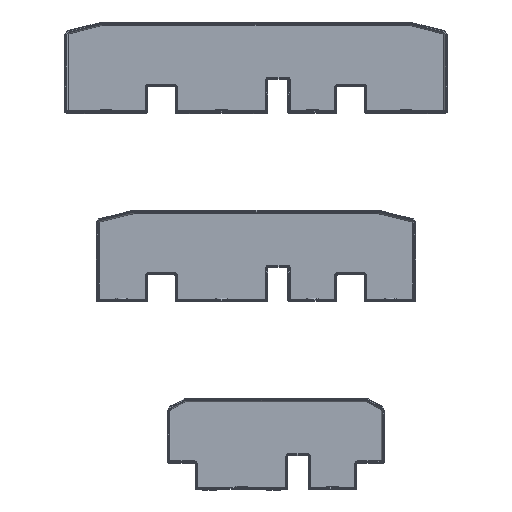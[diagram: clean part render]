
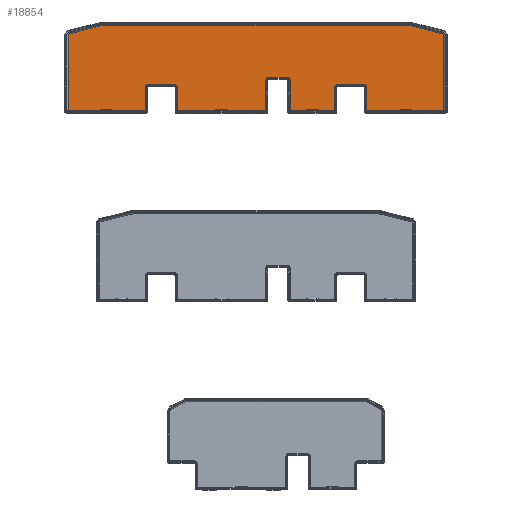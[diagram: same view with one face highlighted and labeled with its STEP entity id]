
A CAD part, top view. The second image highlights one B-rep face of the part: STEP entity #18854.
In plain terms, the highlighted planar face has unit normal (0, 0, 1).
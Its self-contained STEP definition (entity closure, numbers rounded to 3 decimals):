
#403=CIRCLE('',#19823,2.1);
#404=CIRCLE('',#19826,2.1);
#406=CIRCLE('',#19832,2.1);
#407=CIRCLE('',#19835,2.1);
#544=CIRCLE('',#20121,2.1);
#545=CIRCLE('',#20124,2.1);
#1838=FACE_OUTER_BOUND('',#2994,.T.);
#2994=EDGE_LOOP('',(#14411,#14412,#14413,#14414,#14415,#14416,#14417,#14418,
#14419,#14420,#14421,#14422,#14423,#14424,#14425,#14426,#14427,#14428,#14429,
#14430,#14431,#14432,#14433,#14434));
#4302=LINE('',#28303,#6259);
#4305=LINE('',#28310,#6262);
#4308=LINE('',#28318,#6265);
#4311=LINE('',#28326,#6268);
#4313=LINE('',#28330,#6270);
#4315=LINE('',#28336,#6272);
#4318=LINE('',#28344,#6275);
#4321=LINE('',#28352,#6278);
#4324=LINE('',#28358,#6281);
#4332=LINE('',#28454,#6289);
#4500=LINE('',#28997,#6457);
#4503=LINE('',#29005,#6460);
#4506=LINE('',#29012,#6463);
#4509=LINE('',#29019,#6466);
#4516=LINE('',#29032,#6473);
#4517=LINE('',#29035,#6474);
#4518=LINE('',#29037,#6475);
#4519=LINE('',#29038,#6476);
#6259=VECTOR('',#22166,10.);
#6262=VECTOR('',#22173,10.);
#6265=VECTOR('',#22182,10.);
#6268=VECTOR('',#22191,10.);
#6270=VECTOR('',#22195,10.);
#6272=VECTOR('',#22201,10.);
#6275=VECTOR('',#22210,10.);
#6278=VECTOR('',#22219,10.);
#6281=VECTOR('',#22224,10.);
#6289=VECTOR('',#22346,10.);
#6457=VECTOR('',#22964,10.);
#6460=VECTOR('',#22973,10.);
#6463=VECTOR('',#22982,10.);
#6466=VECTOR('',#22989,10.);
#6473=VECTOR('',#23000,10.);
#6474=VECTOR('',#23003,10.);
#6475=VECTOR('',#23004,10.);
#6476=VECTOR('',#23005,10.);
#8192=VERTEX_POINT('',#28300);
#8193=VERTEX_POINT('',#28302);
#8195=VERTEX_POINT('',#28308);
#8196=VERTEX_POINT('',#28312);
#8197=VERTEX_POINT('',#28316);
#8198=VERTEX_POINT('',#28320);
#8199=VERTEX_POINT('',#28324);
#8200=VERTEX_POINT('',#28328);
#8202=VERTEX_POINT('',#28334);
#8203=VERTEX_POINT('',#28338);
#8204=VERTEX_POINT('',#28342);
#8205=VERTEX_POINT('',#28346);
#8206=VERTEX_POINT('',#28350);
#8208=VERTEX_POINT('',#28356);
#8238=VERTEX_POINT('',#28451);
#8239=VERTEX_POINT('',#28453);
#8389=VERTEX_POINT('',#28996);
#8390=VERTEX_POINT('',#29000);
#8391=VERTEX_POINT('',#29004);
#8392=VERTEX_POINT('',#29008);
#8394=VERTEX_POINT('',#29018);
#8398=VERTEX_POINT('',#29030);
#8399=VERTEX_POINT('',#29034);
#8400=VERTEX_POINT('',#29036);
#10200=EDGE_CURVE('',#8192,#8193,#4302,.T.);
#10204=EDGE_CURVE('',#8195,#8192,#4305,.T.);
#10206=EDGE_CURVE('',#8196,#8195,#403,.T.);
#10208=EDGE_CURVE('',#8197,#8196,#4308,.T.);
#10210=EDGE_CURVE('',#8198,#8197,#404,.T.);
#10212=EDGE_CURVE('',#8199,#8198,#4311,.T.);
#10214=EDGE_CURVE('',#8200,#8199,#4313,.T.);
#10217=EDGE_CURVE('',#8202,#8200,#4315,.T.);
#10219=EDGE_CURVE('',#8203,#8202,#406,.T.);
#10221=EDGE_CURVE('',#8204,#8203,#4318,.T.);
#10223=EDGE_CURVE('',#8205,#8204,#407,.T.);
#10225=EDGE_CURVE('',#8206,#8205,#4321,.T.);
#10228=EDGE_CURVE('',#8208,#8206,#4324,.T.);
#10274=EDGE_CURVE('',#8238,#8239,#4332,.T.);
#10540=EDGE_CURVE('',#8193,#8389,#4500,.T.);
#10542=EDGE_CURVE('',#8389,#8390,#544,.T.);
#10544=EDGE_CURVE('',#8390,#8391,#4503,.T.);
#10546=EDGE_CURVE('',#8391,#8392,#545,.T.);
#10548=EDGE_CURVE('',#8392,#8238,#4506,.T.);
#10551=EDGE_CURVE('',#8394,#8239,#4509,.T.);
#10558=EDGE_CURVE('',#8208,#8398,#4516,.F.);
#10559=EDGE_CURVE('',#8398,#8399,#4517,.T.);
#10560=EDGE_CURVE('',#8399,#8400,#4518,.T.);
#10561=EDGE_CURVE('',#8400,#8394,#4519,.T.);
#14411=ORIENTED_EDGE('',*,*,#10274,.F.);
#14412=ORIENTED_EDGE('',*,*,#10548,.F.);
#14413=ORIENTED_EDGE('',*,*,#10546,.F.);
#14414=ORIENTED_EDGE('',*,*,#10544,.F.);
#14415=ORIENTED_EDGE('',*,*,#10542,.F.);
#14416=ORIENTED_EDGE('',*,*,#10540,.F.);
#14417=ORIENTED_EDGE('',*,*,#10200,.F.);
#14418=ORIENTED_EDGE('',*,*,#10204,.F.);
#14419=ORIENTED_EDGE('',*,*,#10206,.F.);
#14420=ORIENTED_EDGE('',*,*,#10208,.F.);
#14421=ORIENTED_EDGE('',*,*,#10210,.F.);
#14422=ORIENTED_EDGE('',*,*,#10212,.F.);
#14423=ORIENTED_EDGE('',*,*,#10214,.F.);
#14424=ORIENTED_EDGE('',*,*,#10217,.F.);
#14425=ORIENTED_EDGE('',*,*,#10219,.F.);
#14426=ORIENTED_EDGE('',*,*,#10221,.F.);
#14427=ORIENTED_EDGE('',*,*,#10223,.F.);
#14428=ORIENTED_EDGE('',*,*,#10225,.F.);
#14429=ORIENTED_EDGE('',*,*,#10228,.F.);
#14430=ORIENTED_EDGE('',*,*,#10558,.T.);
#14431=ORIENTED_EDGE('',*,*,#10559,.T.);
#14432=ORIENTED_EDGE('',*,*,#10560,.T.);
#14433=ORIENTED_EDGE('',*,*,#10561,.T.);
#14434=ORIENTED_EDGE('',*,*,#10551,.T.);
#18002=PLANE('',#20130);
#18854=ADVANCED_FACE('',(#1838),#18002,.T.);
#19823=AXIS2_PLACEMENT_3D('',#28314,#22177,#22178);
#19826=AXIS2_PLACEMENT_3D('',#28322,#22186,#22187);
#19832=AXIS2_PLACEMENT_3D('',#28340,#22205,#22206);
#19835=AXIS2_PLACEMENT_3D('',#28348,#22214,#22215);
#20121=AXIS2_PLACEMENT_3D('',#29001,#22968,#22969);
#20124=AXIS2_PLACEMENT_3D('',#29009,#22977,#22978);
#20130=AXIS2_PLACEMENT_3D('',#29033,#23001,#23002);
#22166=DIRECTION('',(-1.,0.,0.));
#22173=DIRECTION('',(0.,-1.,0.));
#22177=DIRECTION('center_axis',(0.,0.,1.));
#22178=DIRECTION('ref_axis',(-0.707,0.707,0.));
#22182=DIRECTION('',(-1.,0.,0.));
#22186=DIRECTION('center_axis',(0.,0.,1.));
#22187=DIRECTION('ref_axis',(0.707,0.707,0.));
#22191=DIRECTION('',(0.,1.,0.));
#22195=DIRECTION('',(-1.,0.,0.));
#22201=DIRECTION('',(0.,-1.,0.));
#22205=DIRECTION('center_axis',(0.,0.,1.));
#22206=DIRECTION('ref_axis',(-0.707,0.707,0.));
#22210=DIRECTION('',(-1.,0.,0.));
#22214=DIRECTION('center_axis',(0.,0.,1.));
#22215=DIRECTION('ref_axis',(0.707,0.707,0.));
#22219=DIRECTION('',(0.,1.,0.));
#22224=DIRECTION('',(-1.,0.,0.));
#22346=DIRECTION('',(-1.,0.,0.));
#22964=DIRECTION('',(0.,1.,0.));
#22968=DIRECTION('center_axis',(0.,0.,1.));
#22969=DIRECTION('ref_axis',(0.707,0.707,0.));
#22973=DIRECTION('',(-1.,0.,0.));
#22977=DIRECTION('center_axis',(0.,0.,1.));
#22978=DIRECTION('ref_axis',(-0.707,0.707,0.));
#22982=DIRECTION('',(0.,-1.,0.));
#22989=DIRECTION('',(0.,-1.,0.));
#23000=DIRECTION('',(0.,-1.,0.));
#23001=DIRECTION('center_axis',(0.,0.,1.));
#23002=DIRECTION('ref_axis',(1.,0.,0.));
#23003=DIRECTION('',(-0.97,0.243,0.));
#23004=DIRECTION('',(-1.,0.,0.));
#23005=DIRECTION('',(-0.97,-0.243,0.));
#28300=CARTESIAN_POINT('',(7.9,-34.65,1.6));
#28302=CARTESIAN_POINT('',(-62.9,-34.65,1.6));
#28303=CARTESIAN_POINT('',(-32.25,-34.65,1.6));
#28308=CARTESIAN_POINT('',(7.9,-9.75,1.6));
#28310=CARTESIAN_POINT('',(7.9,-18.125,1.6));
#28312=CARTESIAN_POINT('',(10.,-7.65,1.6));
#28314=CARTESIAN_POINT('Origin',(10.,-9.75,1.6));
#28316=CARTESIAN_POINT('',(25.,-7.65,1.6));
#28318=CARTESIAN_POINT('',(4.75,-7.65,1.6));
#28320=CARTESIAN_POINT('',(27.1,-9.75,1.6));
#28322=CARTESIAN_POINT('Origin',(25.,-9.75,1.6));
#28324=CARTESIAN_POINT('',(27.1,-34.65,1.6));
#28326=CARTESIAN_POINT('',(27.1,-4.625,1.6));
#28328=CARTESIAN_POINT('',(62.9,-34.65,1.6));
#28330=CARTESIAN_POINT('',(12.75,-34.65,1.6));
#28334=CARTESIAN_POINT('',(62.9,-15.75,1.6));
#28336=CARTESIAN_POINT('',(62.9,-18.125,1.6));
#28338=CARTESIAN_POINT('',(65.,-13.65,1.6));
#28340=CARTESIAN_POINT('Origin',(65.,-15.75,1.6));
#28342=CARTESIAN_POINT('',(86.,-13.65,1.6));
#28344=CARTESIAN_POINT('',(32.25,-13.65,1.6));
#28346=CARTESIAN_POINT('',(88.1,-15.75,1.6));
#28348=CARTESIAN_POINT('Origin',(86.,-15.75,1.6));
#28350=CARTESIAN_POINT('',(88.1,-34.65,1.6));
#28352=CARTESIAN_POINT('',(88.1,-7.625,1.6));
#28356=CARTESIAN_POINT('',(149.837,-34.65,1.6));
#28358=CARTESIAN_POINT('',(43.25,-34.65,1.6));
#28451=CARTESIAN_POINT('',(-88.1,-34.65,1.6));
#28453=CARTESIAN_POINT('',(-149.837,-34.65,1.6));
#28454=CARTESIAN_POINT('',(-76.25,-34.65,1.6));
#28996=CARTESIAN_POINT('',(-62.9,-15.75,1.6));
#28997=CARTESIAN_POINT('',(-62.9,-7.625,1.6));
#29000=CARTESIAN_POINT('',(-65.,-13.65,1.6));
#29001=CARTESIAN_POINT('Origin',(-65.,-15.75,1.6));
#29004=CARTESIAN_POINT('',(-86.,-13.65,1.6));
#29005=CARTESIAN_POINT('',(-43.25,-13.65,1.6));
#29008=CARTESIAN_POINT('',(-88.1,-15.75,1.6));
#29009=CARTESIAN_POINT('Origin',(-86.,-15.75,1.6));
#29012=CARTESIAN_POINT('',(-88.1,-18.125,1.6));
#29018=CARTESIAN_POINT('',(-149.837,26.671,1.6));
#29019=CARTESIAN_POINT('',(-149.837,7.188,1.6));
#29030=CARTESIAN_POINT('',(149.837,26.671,1.6));
#29032=CARTESIAN_POINT('',(149.837,-9.063,1.6));
#29033=CARTESIAN_POINT('Origin',(0.,0.,
1.6));
#29034=CARTESIAN_POINT('',(122.172,33.587,1.6));
#29035=CARTESIAN_POINT('',(49.281,51.81,1.6));
#29036=CARTESIAN_POINT('',(-122.172,33.587,1.6));
#29037=CARTESIAN_POINT('',(30.625,33.587,1.6));
#29038=CARTESIAN_POINT('',(-41.781,53.685,1.6));
